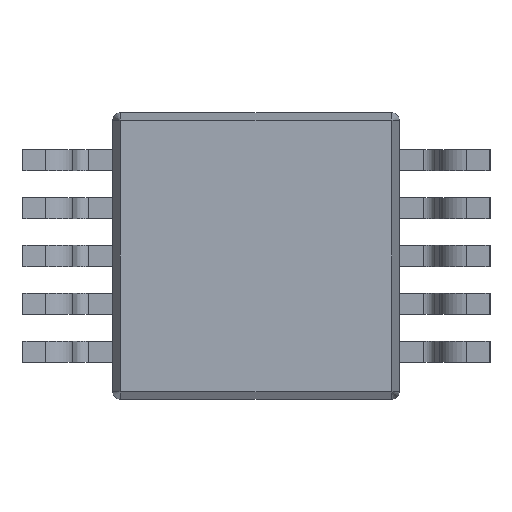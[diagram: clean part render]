
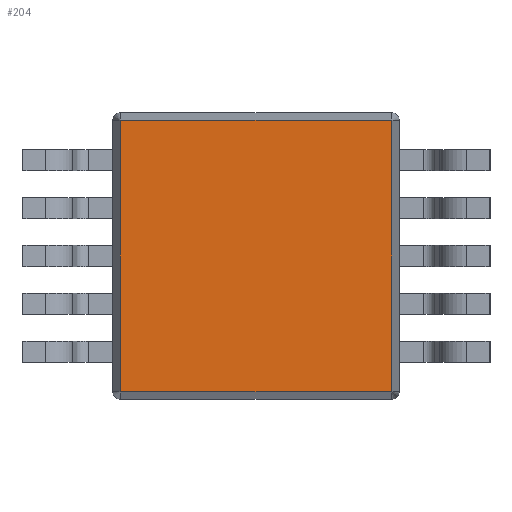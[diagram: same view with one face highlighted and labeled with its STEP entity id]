
A CAD part, front view. The second image highlights one B-rep face of the part: STEP entity #204.
In plain terms, the highlighted planar face has unit normal (0, -1, 0).
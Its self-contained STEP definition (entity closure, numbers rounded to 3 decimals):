
#16 = VECTOR ( 'NONE', #2264, 1000. ) ;
#43 = DIRECTION ( 'NONE',  ( 0., 0., 1. ) ) ;
#152 = CARTESIAN_POINT ( 'NONE',  ( -1.415, 0.203, 1.415 ) ) ;
#204 = ADVANCED_FACE ( 'NONE', ( #2755 ), #4437, .F. ) ;
#208 = CARTESIAN_POINT ( 'NONE',  ( 1.424, 0.203, 1.415 ) ) ;
#308 = VERTEX_POINT ( 'NONE', #4396 ) ;
#311 = EDGE_CURVE ( 'NONE', #2421, #1918, #1518, .T. ) ;
#379 = EDGE_CURVE ( 'NONE', #308, #2421, #4308, .T. ) ;
#402 = CARTESIAN_POINT ( 'NONE',  ( -1.415, 0.203, 1.424 ) ) ;
#438 = CIRCLE ( 'NONE', #2039, 0.009 ) ;
#660 = CARTESIAN_POINT ( 'NONE',  ( 1.424, 0.203, 1.415 ) ) ;
#683 = CIRCLE ( 'NONE', #4696, 0.009 ) ;
#763 = CARTESIAN_POINT ( 'NONE',  ( 1.415, 0.203, 1.424 ) ) ;
#852 = EDGE_CURVE ( 'NONE', #3537, #308, #683, .T. ) ;
#893 = VERTEX_POINT ( 'NONE', #402 ) ;
#916 = VECTOR ( 'NONE', #4889, 1000. ) ;
#947 = VERTEX_POINT ( 'NONE', #4990 ) ;
#979 = VECTOR ( 'NONE', #2504, 1000. ) ;
#1281 = EDGE_CURVE ( 'NONE', #4331, #3537, #3201, .T. ) ;
#1328 = CIRCLE ( 'NONE', #3103, 0.009 ) ;
#1432 = AXIS2_PLACEMENT_3D ( 'NONE', #4821, #3984, #5208 ) ;
#1518 = CIRCLE ( 'NONE', #1432, 0.009 ) ;
#1579 = DIRECTION ( 'NONE',  ( 1., 0., 0. ) ) ;
#1631 = ORIENTED_EDGE ( 'NONE', *, *, #2437, .T. ) ;
#1721 = CARTESIAN_POINT ( 'NONE',  ( -1.424, 0.203, -1.415 ) ) ;
#1723 = EDGE_LOOP ( 'NONE', ( #1948, #4846, #1631, #2975, #4807, #4190, #4332, #1794 ) ) ;
#1794 = ORIENTED_EDGE ( 'NONE', *, *, #379, .T. ) ;
#1918 = VERTEX_POINT ( 'NONE', #763 ) ;
#1948 = ORIENTED_EDGE ( 'NONE', *, *, #311, .T. ) ;
#2039 = AXIS2_PLACEMENT_3D ( 'NONE', #3534, #3218, #5284 ) ;
#2264 = DIRECTION ( 'NONE',  ( 0., 0., 1. ) ) ;
#2274 = CARTESIAN_POINT ( 'NONE',  ( 1.415, 0.203, -1.415 ) ) ;
#2421 = VERTEX_POINT ( 'NONE', #208 ) ;
#2437 = EDGE_CURVE ( 'NONE', #893, #947, #1328, .T. ) ;
#2504 = DIRECTION ( 'NONE',  ( -1., 0., 0. ) ) ;
#2558 = CARTESIAN_POINT ( 'NONE',  ( -1.424, 0.203, -1.415 ) ) ;
#2585 = LINE ( 'NONE', #4200, #979 ) ;
#2755 = FACE_OUTER_BOUND ( 'NONE', #1723, .T. ) ;
#2856 = DIRECTION ( 'NONE',  ( 0., -1., 0. ) ) ;
#2975 = ORIENTED_EDGE ( 'NONE', *, *, #3259, .T. ) ;
#3103 = AXIS2_PLACEMENT_3D ( 'NONE', #152, #3454, #4647 ) ;
#3201 = LINE ( 'NONE', #4900, #5130 ) ;
#3218 = DIRECTION ( 'NONE',  ( 0., -1., 0. ) ) ;
#3243 = CARTESIAN_POINT ( 'NONE',  ( 0., 0.203, 0. ) ) ;
#3259 = EDGE_CURVE ( 'NONE', #947, #3681, #3316, .T. ) ;
#3316 = LINE ( 'NONE', #1721, #916 ) ;
#3454 = DIRECTION ( 'NONE',  ( 0., -1., 0. ) ) ;
#3534 = CARTESIAN_POINT ( 'NONE',  ( -1.415, 0.203, -1.415 ) ) ;
#3537 = VERTEX_POINT ( 'NONE', #3877 ) ;
#3614 = DIRECTION ( 'NONE',  ( 0., 0., 1. ) ) ;
#3681 = VERTEX_POINT ( 'NONE', #2558 ) ;
#3877 = CARTESIAN_POINT ( 'NONE',  ( 1.415, 0.203, -1.424 ) ) ;
#3984 = DIRECTION ( 'NONE',  ( 0., -1., 0. ) ) ;
#4022 = DIRECTION ( 'NONE',  ( 0., 1., 0. ) ) ;
#4076 = AXIS2_PLACEMENT_3D ( 'NONE', #3243, #4022, #3614 ) ;
#4190 = ORIENTED_EDGE ( 'NONE', *, *, #1281, .T. ) ;
#4200 = CARTESIAN_POINT ( 'NONE',  ( -1.415, 0.203, 1.424 ) ) ;
#4308 = LINE ( 'NONE', #660, #16 ) ;
#4331 = VERTEX_POINT ( 'NONE', #4390 ) ;
#4332 = ORIENTED_EDGE ( 'NONE', *, *, #852, .T. ) ;
#4337 = EDGE_CURVE ( 'NONE', #3681, #4331, #438, .T. ) ;
#4390 = CARTESIAN_POINT ( 'NONE',  ( -1.415, 0.203, -1.424 ) ) ;
#4396 = CARTESIAN_POINT ( 'NONE',  ( 1.424, 0.203, -1.415 ) ) ;
#4437 = PLANE ( 'NONE',  #4076 ) ;
#4647 = DIRECTION ( 'NONE',  ( 0., 0., 1. ) ) ;
#4696 = AXIS2_PLACEMENT_3D ( 'NONE', #2274, #2856, #43 ) ;
#4749 = EDGE_CURVE ( 'NONE', #1918, #893, #2585, .T. ) ;
#4807 = ORIENTED_EDGE ( 'NONE', *, *, #4337, .T. ) ;
#4821 = CARTESIAN_POINT ( 'NONE',  ( 1.415, 0.203, 1.415 ) ) ;
#4846 = ORIENTED_EDGE ( 'NONE', *, *, #4749, .T. ) ;
#4889 = DIRECTION ( 'NONE',  ( 0., 0., -1. ) ) ;
#4900 = CARTESIAN_POINT ( 'NONE',  ( 1.415, 0.203, -1.424 ) ) ;
#4990 = CARTESIAN_POINT ( 'NONE',  ( -1.424, 0.203, 1.415 ) ) ;
#5130 = VECTOR ( 'NONE', #1579, 1000. ) ;
#5208 = DIRECTION ( 'NONE',  ( 0., 0., 1. ) ) ;
#5284 = DIRECTION ( 'NONE',  ( 0., 0., 1. ) ) ;
